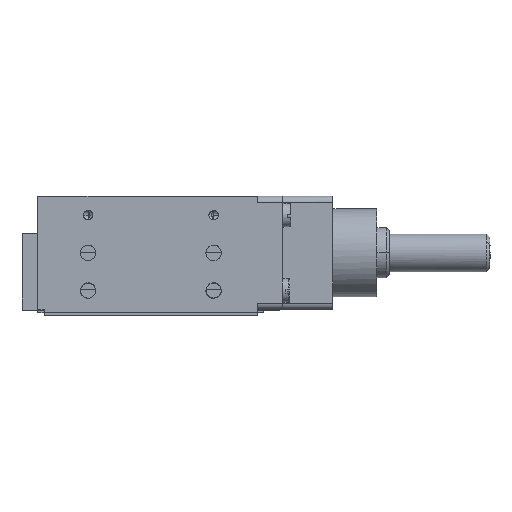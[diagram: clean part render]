
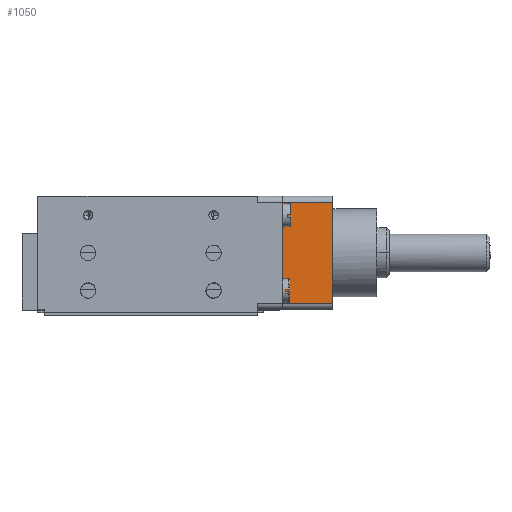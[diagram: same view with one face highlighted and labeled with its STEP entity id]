
A CAD part, front view. The second image highlights one B-rep face of the part: STEP entity #1050.
In plain terms, the highlighted free-form (B-spline) face has degree [1, 1] with [2, 2] control points.
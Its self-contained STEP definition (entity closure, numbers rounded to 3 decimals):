
#209=B_SPLINE_SURFACE_WITH_KNOTS('',1,1,((#23535,#23536),(#23537,#23538)),
 .UNSPECIFIED.,.F.,.F.,.F.,(2,2),(2,2),(-1.92,19.92),
(-0.77,7.27),.UNSPECIFIED.);
#212=B_SPLINE_SURFACE_WITH_KNOTS('',1,1,((#23619,#23620),(#23621,#23622)),
 .UNSPECIFIED.,.F.,.F.,.F.,(2,2),(2,2),(-1.92,19.92),
(-2.92,30.92),.UNSPECIFIED.);
#213=B_SPLINE_SURFACE_WITH_KNOTS('',1,1,((#23677,#23678),(#23679,#23680)),
 .UNSPECIFIED.,.F.,.F.,.F.,(2,2),(2,2),(-0.72,18.72),
(-0.92,8.92),.UNSPECIFIED.);
#1050=ADVANCED_FACE('',(#1523),#213,.T.);
#1523=FACE_OUTER_BOUND('',#2064,.T.);
#2064=EDGE_LOOP('',(#3997,#3998,#3999,#4000));
#3997=ORIENTED_EDGE('',*,*,#15092,.F.);
#3998=ORIENTED_EDGE('',*,*,#15097,.F.);
#3999=ORIENTED_EDGE('',*,*,#15103,.F.);
#4000=ORIENTED_EDGE('',*,*,#15069,.F.);
#6447=PCURVE('',#209,#9004);
#6528=PCURVE('',#17761,#9085);
#6538=PCURVE('',#212,#9095);
#6553=PCURVE('',#17764,#9110);
#6554=PCURVE('',#213,#9111);
#6555=PCURVE('',#213,#9112);
#6556=PCURVE('',#213,#9113);
#6557=PCURVE('',#213,#9114);
#9004=DEFINITIONAL_REPRESENTATION('',(#11822),#42983);
#9085=DEFINITIONAL_REPRESENTATION('',(#11886),#42983);
#9095=DEFINITIONAL_REPRESENTATION('',(#11894),#42983);
#9110=DEFINITIONAL_REPRESENTATION('',(#11909),#42983);
#9111=DEFINITIONAL_REPRESENTATION('',(#11910),#42983);
#9112=DEFINITIONAL_REPRESENTATION('',(#11911),#42983);
#9113=DEFINITIONAL_REPRESENTATION('',(#11912),#42983);
#9114=DEFINITIONAL_REPRESENTATION('',(#11913),#42983);
#11821=B_SPLINE_CURVE_WITH_KNOTS('',1,(#31890,#31891),.UNSPECIFIED.,.F.,
 .F.,(2,2),(-16.,0.),.UNSPECIFIED.);
#11822=B_SPLINE_CURVE_WITH_KNOTS('',1,(#31892,#31893),.UNSPECIFIED.,.F.,
 .F.,(2,2),(-16.,0.),.UNSPECIFIED.);
#11885=B_SPLINE_CURVE_WITH_KNOTS('',1,(#32166,#32167),.UNSPECIFIED.,.F.,
 .F.,(2,2),(0.,8.),.UNSPECIFIED.);
#11886=B_SPLINE_CURVE_WITH_KNOTS('',1,(#32168,#32169),.UNSPECIFIED.,.F.,
 .F.,(2,2),(0.,8.),.UNSPECIFIED.);
#11893=B_SPLINE_CURVE_WITH_KNOTS('',1,(#32203,#32204),.UNSPECIFIED.,.F.,
 .F.,(2,2),(0.,16.),.UNSPECIFIED.);
#11894=B_SPLINE_CURVE_WITH_KNOTS('',1,(#32205,#32206),.UNSPECIFIED.,.F.,
 .F.,(2,2),(0.,16.),.UNSPECIFIED.);
#11908=B_SPLINE_CURVE_WITH_KNOTS('',1,(#32263,#32264),.UNSPECIFIED.,.F.,
 .F.,(2,2),(0.,8.),.UNSPECIFIED.);
#11909=B_SPLINE_CURVE_WITH_KNOTS('',1,(#32265,#32266),.UNSPECIFIED.,.F.,
 .F.,(2,2),(0.,8.),.UNSPECIFIED.);
#11910=B_SPLINE_CURVE_WITH_KNOTS('',1,(#32267,#32268),.UNSPECIFIED.,.F.,
 .F.,(2,2),(0.,8.),.UNSPECIFIED.);
#11911=B_SPLINE_CURVE_WITH_KNOTS('',1,(#32269,#32270),.UNSPECIFIED.,.F.,
 .F.,(2,2),(0.,16.),.UNSPECIFIED.);
#11912=B_SPLINE_CURVE_WITH_KNOTS('',1,(#32271,#32272),.UNSPECIFIED.,.F.,
 .F.,(2,2),(0.,8.),.UNSPECIFIED.);
#11913=B_SPLINE_CURVE_WITH_KNOTS('',1,(#32273,#32274),.UNSPECIFIED.,.F.,
 .F.,(2,2),(-16.,0.),.UNSPECIFIED.);
#13687=SURFACE_CURVE('',#11821,(#6447,#6557),.PCURVE_S1.);
#13710=SURFACE_CURVE('',#11885,(#6528,#6554),.PCURVE_S1.);
#13715=SURFACE_CURVE('',#11893,(#6538,#6555),.PCURVE_S1.);
#13721=SURFACE_CURVE('',#11908,(#6553,#6556),.PCURVE_S1.);
#15069=EDGE_CURVE('',#17276,#17277,#13687,.T.);
#15092=EDGE_CURVE('',#17299,#17276,#13710,.T.);
#15097=EDGE_CURVE('',#17302,#17299,#13715,.T.);
#15103=EDGE_CURVE('',#17277,#17302,#13721,.T.);
#17276=VERTEX_POINT('',#24521);
#17277=VERTEX_POINT('',#24522);
#17299=VERTEX_POINT('',#24544);
#17302=VERTEX_POINT('',#24547);
#17761=(
BOUNDED_SURFACE()
B_SPLINE_SURFACE(2,1,((#23601,#23602),(#23603,#23604),(#23605,#23606),(#23607,
#23608),(#23609,#23610),(#23611,#23612),(#23613,#23614),(#23615,#23616),
(#23617,#23618)),.UNSPECIFIED.,.T.,.F.,.F.)
B_SPLINE_SURFACE_WITH_KNOTS((3,2,2,2,3),(2,2),(0.,1.571,3.142,
4.712,6.283),(0.,9.84),.UNSPECIFIED.)
GEOMETRIC_REPRESENTATION_ITEM()
RATIONAL_B_SPLINE_SURFACE(((1.,1.),(0.707,0.707),
(1.,1.),(0.707,0.707),(1.,1.),(0.707,
0.707),(1.,1.),(0.707,0.707),(1.,1.)))
REPRESENTATION_ITEM('')
SURFACE()
);
#17764=(
BOUNDED_SURFACE()
B_SPLINE_SURFACE(2,1,((#23659,#23660),(#23661,#23662),(#23663,#23664),(#23665,
#23666),(#23667,#23668),(#23669,#23670),(#23671,#23672),(#23673,#23674),
(#23675,#23676)),.UNSPECIFIED.,.T.,.F.,.F.)
B_SPLINE_SURFACE_WITH_KNOTS((3,2,2,2,3),(2,2),(0.,1.571,3.142,
4.712,6.283),(0.,9.84),.UNSPECIFIED.)
GEOMETRIC_REPRESENTATION_ITEM()
RATIONAL_B_SPLINE_SURFACE(((1.,1.),(0.707,0.707),
(1.,1.),(0.707,0.707),(1.,1.),(0.707,
0.707),(1.,1.),(0.707,0.707),(1.,1.)))
REPRESENTATION_ITEM('')
SURFACE()
);
#23535=CARTESIAN_POINT('',(50.186,20.92,39.77));
#23536=CARTESIAN_POINT('',(50.186,20.92,31.73));
#23537=CARTESIAN_POINT('',(50.186,-0.92,39.77));
#23538=CARTESIAN_POINT('',(50.186,-0.92,31.73));
#23601=CARTESIAN_POINT('',(49.266,3.,32.5));
#23602=CARTESIAN_POINT('',(59.106,3.,32.5));
#23603=CARTESIAN_POINT('',(49.266,3.,33.5));
#23604=CARTESIAN_POINT('',(59.106,3.,33.5));
#23605=CARTESIAN_POINT('',(49.266,2.,33.5));
#23606=CARTESIAN_POINT('',(59.106,2.,33.5));
#23607=CARTESIAN_POINT('',(49.266,1.,33.5));
#23608=CARTESIAN_POINT('',(59.106,1.,33.5));
#23609=CARTESIAN_POINT('',(49.266,1.,32.5));
#23610=CARTESIAN_POINT('',(59.106,1.,32.5));
#23611=CARTESIAN_POINT('',(49.266,1.,31.5));
#23612=CARTESIAN_POINT('',(59.106,1.,31.5));
#23613=CARTESIAN_POINT('',(49.266,2.,31.5));
#23614=CARTESIAN_POINT('',(59.106,2.,31.5));
#23615=CARTESIAN_POINT('',(49.266,3.,31.5));
#23616=CARTESIAN_POINT('',(59.106,3.,31.5));
#23617=CARTESIAN_POINT('',(49.266,3.,32.5));
#23618=CARTESIAN_POINT('',(59.106,3.,32.5));
#23619=CARTESIAN_POINT('',(58.186,20.92,36.42));
#23620=CARTESIAN_POINT('',(58.186,20.92,2.58));
#23621=CARTESIAN_POINT('',(58.186,-0.92,36.42));
#23622=CARTESIAN_POINT('',(58.186,-0.92,2.58));
#23659=CARTESIAN_POINT('',(59.106,17.,32.5));
#23660=CARTESIAN_POINT('',(49.266,17.,32.5));
#23661=CARTESIAN_POINT('',(59.106,17.,33.5));
#23662=CARTESIAN_POINT('',(49.266,17.,33.5));
#23663=CARTESIAN_POINT('',(59.106,18.,33.5));
#23664=CARTESIAN_POINT('',(49.266,18.,33.5));
#23665=CARTESIAN_POINT('',(59.106,19.,33.5));
#23666=CARTESIAN_POINT('',(49.266,19.,33.5));
#23667=CARTESIAN_POINT('',(59.106,19.,32.5));
#23668=CARTESIAN_POINT('',(49.266,19.,32.5));
#23669=CARTESIAN_POINT('',(59.106,19.,31.5));
#23670=CARTESIAN_POINT('',(49.266,19.,31.5));
#23671=CARTESIAN_POINT('',(59.106,18.,31.5));
#23672=CARTESIAN_POINT('',(49.266,18.,31.5));
#23673=CARTESIAN_POINT('',(59.106,17.,31.5));
#23674=CARTESIAN_POINT('',(49.266,17.,31.5));
#23675=CARTESIAN_POINT('',(59.106,17.,32.5));
#23676=CARTESIAN_POINT('',(49.266,17.,32.5));
#23677=CARTESIAN_POINT('',(49.266,19.72,33.5));
#23678=CARTESIAN_POINT('',(59.106,19.72,33.5));
#23679=CARTESIAN_POINT('',(49.266,0.28,33.5));
#23680=CARTESIAN_POINT('',(59.106,0.28,33.5));
#24521=CARTESIAN_POINT('',(50.186,2.,33.5));
#24522=CARTESIAN_POINT('',(50.186,18.,33.5));
#24544=CARTESIAN_POINT('',(58.186,2.,33.5));
#24547=CARTESIAN_POINT('',(58.186,18.,33.5));
#31890=CARTESIAN_POINT('',(50.186,2.,33.5));
#31891=CARTESIAN_POINT('',(50.186,18.,33.5));
#31892=CARTESIAN_POINT('',(17.,5.5));
#31893=CARTESIAN_POINT('',(1.,5.5));
#32166=CARTESIAN_POINT('',(58.186,2.,33.5));
#32167=CARTESIAN_POINT('',(50.186,2.,33.5));
#32168=CARTESIAN_POINT('',(1.571,8.92));
#32169=CARTESIAN_POINT('',(1.571,0.92));
#32203=CARTESIAN_POINT('',(58.186,18.,33.5));
#32204=CARTESIAN_POINT('',(58.186,2.,33.5));
#32205=CARTESIAN_POINT('',(1.,0.));
#32206=CARTESIAN_POINT('',(17.,0.));
#32263=CARTESIAN_POINT('',(50.186,18.,33.5));
#32264=CARTESIAN_POINT('',(58.186,18.,33.5));
#32265=CARTESIAN_POINT('',(1.571,8.92));
#32266=CARTESIAN_POINT('',(1.571,0.92));
#32267=CARTESIAN_POINT('',(17.,8.));
#32268=CARTESIAN_POINT('',(17.,0.));
#32269=CARTESIAN_POINT('',(1.,8.));
#32270=CARTESIAN_POINT('',(17.,8.));
#32271=CARTESIAN_POINT('',(1.,0.));
#32272=CARTESIAN_POINT('',(1.,8.));
#32273=CARTESIAN_POINT('',(17.,0.));
#32274=CARTESIAN_POINT('',(1.,0.));
#42983=(
GEOMETRIC_REPRESENTATION_CONTEXT(2)
PARAMETRIC_REPRESENTATION_CONTEXT()
REPRESENTATION_CONTEXT('pspace','')
);
